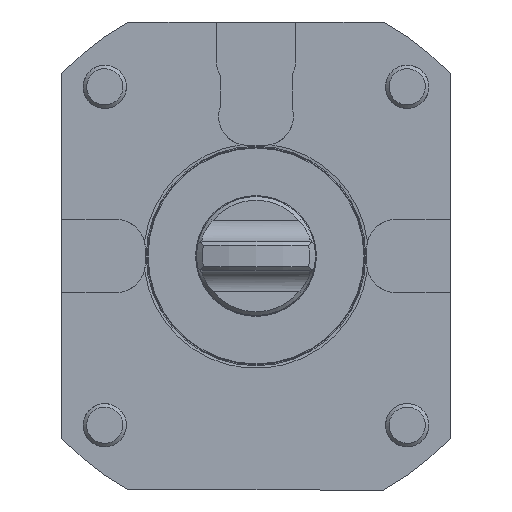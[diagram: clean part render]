
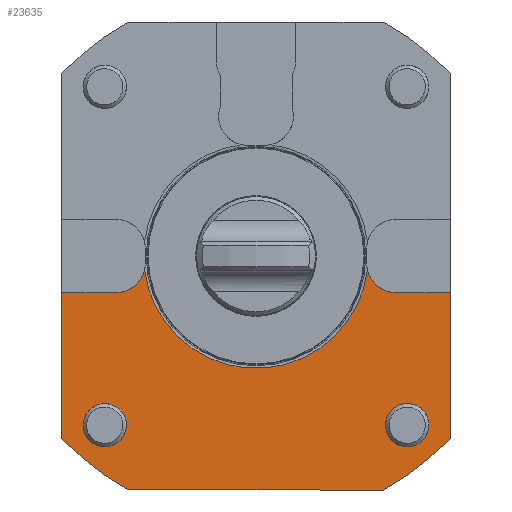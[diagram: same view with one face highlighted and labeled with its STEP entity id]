
A CAD part, front view. The second image highlights one B-rep face of the part: STEP entity #23635.
In plain terms, the highlighted planar face has unit normal (0, -1, 0).
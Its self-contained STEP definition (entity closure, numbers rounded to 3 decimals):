
#412 = EDGE_CURVE ( 'NONE', #6230, #22212, #1605, .T. ) ;
#850 = ORIENTED_EDGE ( 'NONE', *, *, #22315, .F. ) ;
#898 = EDGE_CURVE ( 'NONE', #986, #986, #12634, .T. ) ;
#986 = VERTEX_POINT ( 'NONE', #17939 ) ;
#1218 = CARTESIAN_POINT ( 'NONE',  ( -54., 0., -50.596 ) ) ;
#1605 = CIRCLE ( 'NONE', #19264, 31.2 ) ;
#1935 = ORIENTED_EDGE ( 'NONE', *, *, #898, .F. ) ;
#2145 = CARTESIAN_POINT ( 'NONE',  ( 38.75, 0., -10.15 ) ) ;
#3402 = LINE ( 'NONE', #14557, #14770 ) ;
#3490 = CIRCLE ( 'NONE', #17965, 74. ) ;
#3559 = DIRECTION ( 'NONE',  ( 1., 0., 0. ) ) ;
#4109 = ORIENTED_EDGE ( 'NONE', *, *, #12517, .T. ) ;
#4137 = VECTOR ( 'NONE', #14404, 1000. ) ;
#4272 = CARTESIAN_POINT ( 'NONE',  ( 38.75, 0., -2.15 ) ) ;
#4401 = CARTESIAN_POINT ( 'NONE',  ( 35.369, 0., -65. ) ) ;
#4633 = VERTEX_POINT ( 'NONE', #19590 ) ;
#4920 = DIRECTION ( 'NONE',  ( 0., 0., 1. ) ) ;
#5050 = DIRECTION ( 'NONE',  ( 1., 0., 0. ) ) ;
#5298 = CARTESIAN_POINT ( 'NONE',  ( -42., 0., -47. ) ) ;
#5319 = VECTOR ( 'NONE', #19025, 1000. ) ;
#5630 = CIRCLE ( 'NONE', #22447, 8. ) ;
#5771 = CARTESIAN_POINT ( 'NONE',  ( 42., 0., -47. ) ) ;
#6128 = DIRECTION ( 'NONE',  ( 0., 1., 0. ) ) ;
#6230 = VERTEX_POINT ( 'NONE', #11171 ) ;
#6388 = LINE ( 'NONE', #17634, #5319 ) ;
#6630 = EDGE_LOOP ( 'NONE', ( #21700 ) ) ;
#6712 = DIRECTION ( 'NONE',  ( 0., 0., 1. ) ) ;
#7237 = CIRCLE ( 'NONE', #22094, 8. ) ;
#7603 = ORIENTED_EDGE ( 'NONE', *, *, #17056, .T. ) ;
#7821 = DIRECTION ( 'NONE',  ( 0., -1., 0. ) ) ;
#7997 = AXIS2_PLACEMENT_3D ( 'NONE', #16545, #10441, #14719 ) ;
#8298 = DIRECTION ( 'NONE',  ( 1., 0., 0. ) ) ;
#8594 = DIRECTION ( 'NONE',  ( 0., -1., 0. ) ) ;
#8837 = DIRECTION ( 'NONE',  ( 0., 0., 1. ) ) ;
#9351 = VERTEX_POINT ( 'NONE', #16027 ) ;
#9461 = EDGE_CURVE ( 'NONE', #9351, #9508, #3402, .T. ) ;
#9508 = VERTEX_POINT ( 'NONE', #2145 ) ;
#10390 = FACE_OUTER_BOUND ( 'NONE', #14375, .T. ) ;
#10441 = DIRECTION ( 'NONE',  ( 0., -1., 0. ) ) ;
#10508 = FACE_BOUND ( 'NONE', #23790, .T. ) ;
#11171 = CARTESIAN_POINT ( 'NONE',  ( -30.951, 0., -3.933 ) ) ;
#11362 = VERTEX_POINT ( 'NONE', #1218 ) ;
#11416 = DIRECTION ( 'NONE',  ( 0., -1., 0. ) ) ;
#11512 = CARTESIAN_POINT ( 'NONE',  ( 30.951, 0., -3.933 ) ) ;
#11519 = VECTOR ( 'NONE', #15049, 1000. ) ;
#11898 = CARTESIAN_POINT ( 'NONE',  ( 54., 0., -50.596 ) ) ;
#11923 = AXIS2_PLACEMENT_3D ( 'NONE', #5298, #12420, #5050 ) ;
#12118 = DIRECTION ( 'NONE',  ( 0., -1., 0. ) ) ;
#12420 = DIRECTION ( 'NONE',  ( 0., -1., 0. ) ) ;
#12446 = EDGE_CURVE ( 'NONE', #20394, #20394, #19356, .T. ) ;
#12517 = EDGE_CURVE ( 'NONE', #13190, #12628, #19762, .T. ) ;
#12599 = FACE_BOUND ( 'NONE', #6630, .T. ) ;
#12628 = VERTEX_POINT ( 'NONE', #11898 ) ;
#12634 = CIRCLE ( 'NONE', #22338, 6. ) ;
#12672 = CARTESIAN_POINT ( 'NONE',  ( -36., 0., -47. ) ) ;
#12848 = DIRECTION ( 'NONE',  ( -1., 0., 0. ) ) ;
#13190 = VERTEX_POINT ( 'NONE', #4401 ) ;
#13335 = CARTESIAN_POINT ( 'NONE',  ( -54., 0., 0. ) ) ;
#13701 = DIRECTION ( 'NONE',  ( 0., 0., 1. ) ) ;
#14284 = EDGE_CURVE ( 'NONE', #14723, #13190, #19808, .T. ) ;
#14375 = EDGE_LOOP ( 'NONE', ( #16674, #14575, #23396, #20464, #15955, #850, #20044, #7603, #16842, #4109 ) ) ;
#14404 = DIRECTION ( 'NONE',  ( 1., 0., 0. ) ) ;
#14557 = CARTESIAN_POINT ( 'NONE',  ( 59.893, 0., -10.15 ) ) ;
#14575 = ORIENTED_EDGE ( 'NONE', *, *, #9461, .T. ) ;
#14719 = DIRECTION ( 'NONE',  ( 0., 0., 1. ) ) ;
#14723 = VERTEX_POINT ( 'NONE', #22069 ) ;
#14770 = VECTOR ( 'NONE', #12848, 1000. ) ;
#15049 = DIRECTION ( 'NONE',  ( 0., 0., 1. ) ) ;
#15092 = CARTESIAN_POINT ( 'NONE',  ( -38.75, 0., -10.15 ) ) ;
#15955 = ORIENTED_EDGE ( 'NONE', *, *, #18836, .T. ) ;
#16027 = CARTESIAN_POINT ( 'NONE',  ( 54., 0., -10.15 ) ) ;
#16261 = CARTESIAN_POINT ( 'NONE',  ( 0., 0., 0. ) ) ;
#16545 = CARTESIAN_POINT ( 'NONE',  ( 0., 0., 0. ) ) ;
#16674 = ORIENTED_EDGE ( 'NONE', *, *, #23353, .T. ) ;
#16842 = ORIENTED_EDGE ( 'NONE', *, *, #14284, .T. ) ;
#17022 = VERTEX_POINT ( 'NONE', #15092 ) ;
#17056 = EDGE_CURVE ( 'NONE', #11362, #14723, #3490, .T. ) ;
#17488 = CARTESIAN_POINT ( 'NONE',  ( -59.893, 0., -10.15 ) ) ;
#17634 = CARTESIAN_POINT ( 'NONE',  ( 54., 0., 0. ) ) ;
#17939 = CARTESIAN_POINT ( 'NONE',  ( 48., 0., -47. ) ) ;
#17965 = AXIS2_PLACEMENT_3D ( 'NONE', #23534, #8594, #8837 ) ;
#18292 = DIRECTION ( 'NONE',  ( 0., -1., 0. ) ) ;
#18636 = LINE ( 'NONE', #13335, #11519 ) ;
#18836 = EDGE_CURVE ( 'NONE', #6230, #17022, #5630, .T. ) ;
#19025 = DIRECTION ( 'NONE',  ( 0., 0., 1. ) ) ;
#19264 = AXIS2_PLACEMENT_3D ( 'NONE', #23420, #18292, #4920 ) ;
#19356 = CIRCLE ( 'NONE', #11923, 6. ) ;
#19590 = CARTESIAN_POINT ( 'NONE',  ( -54., 0., -10.15 ) ) ;
#19762 = CIRCLE ( 'NONE', #7997, 74. ) ;
#19808 = LINE ( 'NONE', #23708, #4137 ) ;
#20044 = ORIENTED_EDGE ( 'NONE', *, *, #22234, .F. ) ;
#20155 = VECTOR ( 'NONE', #8298, 1000. ) ;
#20394 = VERTEX_POINT ( 'NONE', #12672 ) ;
#20464 = ORIENTED_EDGE ( 'NONE', *, *, #412, .F. ) ;
#21074 = DIRECTION ( 'NONE',  ( 0., 0., -1. ) ) ;
#21170 = LINE ( 'NONE', #17488, #20155 ) ;
#21412 = PLANE ( 'NONE',  #22539 ) ;
#21700 = ORIENTED_EDGE ( 'NONE', *, *, #12446, .F. ) ;
#22069 = CARTESIAN_POINT ( 'NONE',  ( -35.369, 0., -65. ) ) ;
#22094 = AXIS2_PLACEMENT_3D ( 'NONE', #4272, #7821, #13701 ) ;
#22212 = VERTEX_POINT ( 'NONE', #11512 ) ;
#22234 = EDGE_CURVE ( 'NONE', #11362, #4633, #18636, .T. ) ;
#22315 = EDGE_CURVE ( 'NONE', #4633, #17022, #21170, .T. ) ;
#22338 = AXIS2_PLACEMENT_3D ( 'NONE', #5771, #11416, #3559 ) ;
#22400 = EDGE_CURVE ( 'NONE', #22212, #9508, #7237, .T. ) ;
#22447 = AXIS2_PLACEMENT_3D ( 'NONE', #22889, #6128, #21074 ) ;
#22539 = AXIS2_PLACEMENT_3D ( 'NONE', #16261, #12118, #6712 ) ;
#22889 = CARTESIAN_POINT ( 'NONE',  ( -38.75, 0., -2.15 ) ) ;
#23353 = EDGE_CURVE ( 'NONE', #12628, #9351, #6388, .T. ) ;
#23396 = ORIENTED_EDGE ( 'NONE', *, *, #22400, .F. ) ;
#23420 = CARTESIAN_POINT ( 'NONE',  ( 0., 0., 0. ) ) ;
#23534 = CARTESIAN_POINT ( 'NONE',  ( 0., 0., 0. ) ) ;
#23635 = ADVANCED_FACE ( 'Defeature completata1_4', ( #10508, #12599, #10390 ), #21412, .T. ) ;
#23708 = CARTESIAN_POINT ( 'NONE',  ( 0., 0., -65. ) ) ;
#23790 = EDGE_LOOP ( 'NONE', ( #1935 ) ) ;
